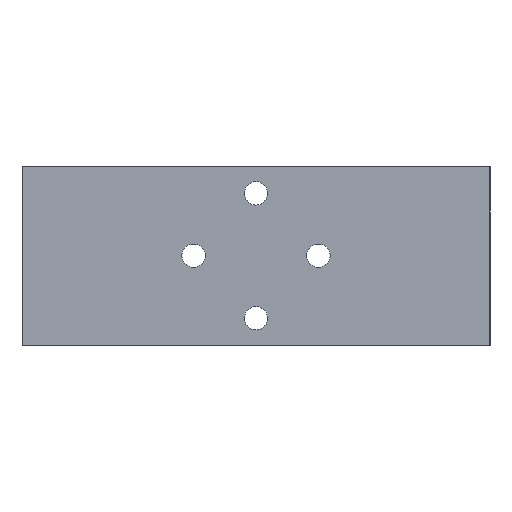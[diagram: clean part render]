
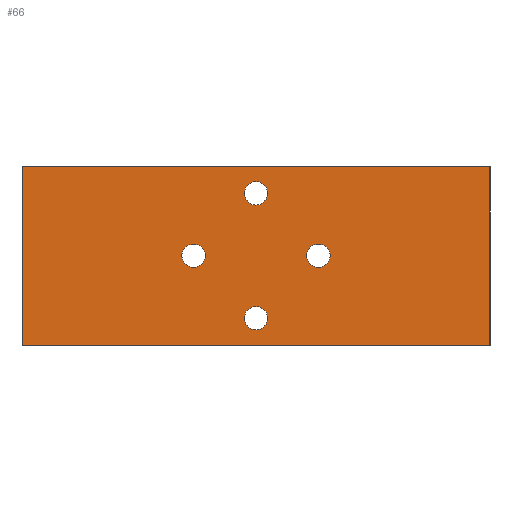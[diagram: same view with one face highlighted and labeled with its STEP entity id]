
A CAD part, top view. The second image highlights one B-rep face of the part: STEP entity #66.
In plain terms, the highlighted planar face has unit normal (0, 0, 1).
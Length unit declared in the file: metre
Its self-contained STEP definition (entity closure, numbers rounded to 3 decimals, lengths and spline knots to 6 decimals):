
#66 = ADVANCED_FACE( '', ( #135, #136, #137, #138, #139 ), #140, .T. );
#135 = FACE_BOUND( '', #202, .T. );
#136 = FACE_BOUND( '', #203, .T. );
#137 = FACE_BOUND( '', #204, .T. );
#138 = FACE_BOUND( '', #205, .T. );
#139 = FACE_OUTER_BOUND( '', #206, .T. );
#140 = PLANE( '', #207 );
#202 = EDGE_LOOP( '', ( #330 ) );
#203 = EDGE_LOOP( '', ( #331 ) );
#204 = EDGE_LOOP( '', ( #332 ) );
#205 = EDGE_LOOP( '', ( #333 ) );
#206 = EDGE_LOOP( '', ( #334, #335, #336, #337 ) );
#207 = AXIS2_PLACEMENT_3D( '', #338, #339, #340 );
#330 = ORIENTED_EDGE( '', *, *, #375, .F. );
#331 = ORIENTED_EDGE( '', *, *, #398, .F. );
#332 = ORIENTED_EDGE( '', *, *, #367, .F. );
#333 = ORIENTED_EDGE( '', *, *, #407, .F. );
#334 = ORIENTED_EDGE( '', *, *, #395, .F. );
#335 = ORIENTED_EDGE( '', *, *, #371, .F. );
#336 = ORIENTED_EDGE( '', *, *, #359, .T. );
#337 = ORIENTED_EDGE( '', *, *, #380, .T. );
#338 = CARTESIAN_POINT( '', ( 0.000784, -0.023, 0.003094 ) );
#339 = DIRECTION( '', ( 0., 0., 1. ) );
#340 = DIRECTION( '', ( 1., 0., 0. ) );
#359 = EDGE_CURVE( '', #416, #414, #417, .T. );
#367 = EDGE_CURVE( '', #430, #430, #431, .T. );
#371 = EDGE_CURVE( '', #416, #437, #438, .T. );
#375 = EDGE_CURVE( '', #443, #443, #444, .T. );
#380 = EDGE_CURVE( '', #414, #450, #452, .T. );
#395 = EDGE_CURVE( '', #437, #450, #473, .T. );
#398 = EDGE_CURVE( '', #477, #477, #478, .T. );
#407 = EDGE_CURVE( '', #488, #488, #489, .T. );
#414 = VERTEX_POINT( '', #497 );
#416 = VERTEX_POINT( '', #500 );
#417 = LINE( '', #501, #502 );
#430 = VERTEX_POINT( '', #520 );
#431 = CIRCLE( '', #521, 0.0015 );
#437 = VERTEX_POINT( '', #529 );
#438 = LINE( '', #530, #531 );
#443 = VERTEX_POINT( '', #537 );
#444 = CIRCLE( '', #538, 0.0015 );
#450 = VERTEX_POINT( '', #546 );
#452 = LINE( '', #549, #550 );
#473 = LINE( '', #581, #582 );
#477 = VERTEX_POINT( '', #586 );
#478 = CIRCLE( '', #587, 0.0015 );
#488 = VERTEX_POINT( '', #600 );
#489 = CIRCLE( '', #601, 0.0015 );
#497 = CARTESIAN_POINT( '', ( 0.030784, -0.023, 0.003094 ) );
#500 = CARTESIAN_POINT( '', ( -0.029216, -0.023, 0.003094 ) );
#501 = CARTESIAN_POINT( '', ( 0.000784, -0.023, 0.003094 ) );
#502 = VECTOR( '', #606, 1. );
#520 = CARTESIAN_POINT( '', ( 0.002284, -0.0195, 0.003094 ) );
#521 = AXIS2_PLACEMENT_3D( '', #615, #616, #617 );
#529 = CARTESIAN_POINT( '', ( -0.029216, 0., 0.003094 ) );
#530 = CARTESIAN_POINT( '', ( -0.029216, -0.023, 0.003094 ) );
#531 = VECTOR( '', #620, 1. );
#537 = CARTESIAN_POINT( '', ( 0.010284, -0.0115, 0.003094 ) );
#538 = AXIS2_PLACEMENT_3D( '', #625, #626, #627 );
#546 = CARTESIAN_POINT( '', ( 0.030784, 0., 0.003094 ) );
#549 = CARTESIAN_POINT( '', ( 0.030784, -0.023, 0.003094 ) );
#550 = VECTOR( '', #631, 1. );
#581 = CARTESIAN_POINT( '', ( 0.000784, 0., 0.003094 ) );
#582 = VECTOR( '', #642, 1. );
#586 = CARTESIAN_POINT( '', ( 0.002284, -0.0035, 0.003094 ) );
#587 = AXIS2_PLACEMENT_3D( '', #646, #647, #648 );
#600 = CARTESIAN_POINT( '', ( -0.005716, -0.0115, 0.003094 ) );
#601 = AXIS2_PLACEMENT_3D( '', #655, #656, #657 );
#606 = DIRECTION( '', ( 1., 0., 0. ) );
#615 = CARTESIAN_POINT( '', ( 0.000784, -0.0195, 0.003094 ) );
#616 = DIRECTION( '', ( 0., 0., 1. ) );
#617 = DIRECTION( '', ( 1., 0., 0. ) );
#620 = DIRECTION( '', ( 0., 1., 0. ) );
#625 = CARTESIAN_POINT( '', ( 0.008784, -0.0115, 0.003094 ) );
#626 = DIRECTION( '', ( 0., 0., 1. ) );
#627 = DIRECTION( '', ( 1., 0., 0. ) );
#631 = DIRECTION( '', ( 0., 1., 0. ) );
#642 = DIRECTION( '', ( 1., 0., 0. ) );
#646 = CARTESIAN_POINT( '', ( 0.000784, -0.0035, 0.003094 ) );
#647 = DIRECTION( '', ( 0., 0., 1. ) );
#648 = DIRECTION( '', ( 1., 0., 0. ) );
#655 = CARTESIAN_POINT( '', ( -0.007216, -0.0115, 0.003094 ) );
#656 = DIRECTION( '', ( 0., 0., 1. ) );
#657 = DIRECTION( '', ( 1., 0., 0. ) );
